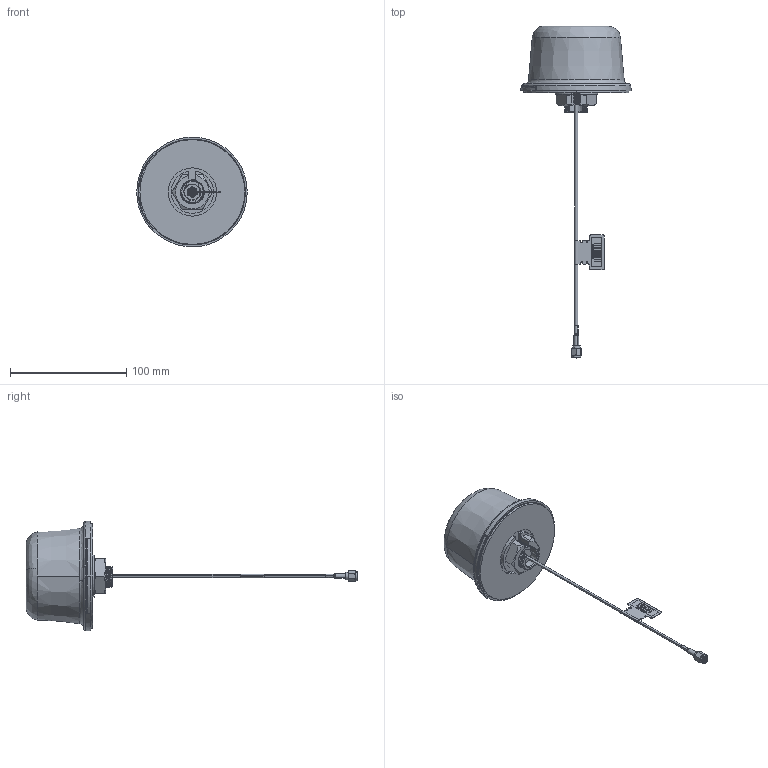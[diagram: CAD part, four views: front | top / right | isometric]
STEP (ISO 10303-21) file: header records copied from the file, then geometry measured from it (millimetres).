
FILE_DESCRIPTION (( 'STEP AP214' ), '1' );
FILE_NAME ('AQHA.50.A.301111_web.STEP', '2020-06-03T08:36:03', ( '' ), ( '' ), 'SwSTEP 2.0', 'SolidWorks 2018', '' );
FILE_SCHEMA (( 'AUTOMOTIVE_DESIGN' ));
Length unit declared in the file: millimetre
Products named in the file (2): AQHA.50.A.301111_web
Bounding box: 94.85 x 285.1 x 94.3 mm (x, y, z)
Surface area: 40675.5 mm2 (no closed solid volume)
Topology: 0 solids, 35 shells, 251 faces, 1325 edges, 1084 vertices
Faces by surface type: cylinder 107, plane 81, cone 27, bspline 25, torus 11
Entity records: 30209 total; most frequent: CARTESIAN_POINT 18517, ORIENTED_EDGE 1751, DIRECTION 1382, EDGE_CURVE 1309, VERTEX_POINT 1084, LINE 566, VECTOR 566, B_SPLINE_CURVE_WITH_KNOTS 525
